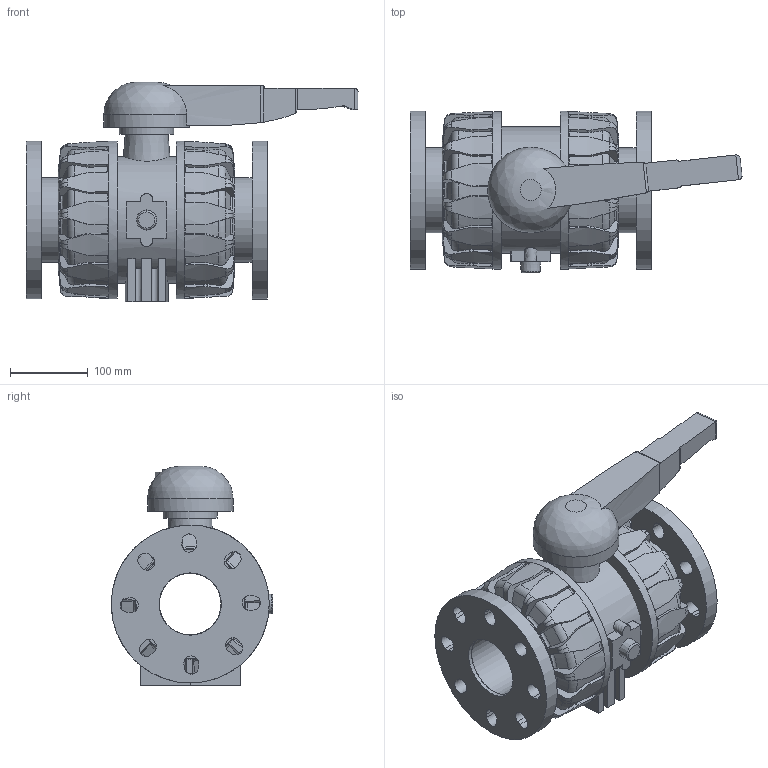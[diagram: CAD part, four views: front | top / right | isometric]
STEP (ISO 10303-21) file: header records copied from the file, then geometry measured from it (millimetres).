
FILE_DESCRIPTION(/* description */ (''),/* implementation_level */ '2;1');
FILE_NAME(/* name */ 'VKDOV090E.iam.stp',/* time_stamp */ '2013-10-01T10:38:11+02:00',/* author */ ('bfaro'),/* organization */ (''),/* preprocessor_version */ 'ST-DEVELOPER v15.2',/* originating_system */ 'Autodesk Inventor 2014',/* authorisation */ '');
FILE_SCHEMA (('AUTOMOTIVE_DESIGN { 1 0 10303 214 3 1 1 }'));
Length unit declared in the file: millimetre
Products named in the file (6): cassa VKD_090; NTVKD090V; ENDDV090; 1MNC090; Flangia Fissa D90 Socket ISO-ASA; VKDOV090E
Bounding box: 426.6 x 207.5 x 282 mm (x, y, z)
Volume: 6935673.5 mm3; surface area: 840181.2 mm2
Topology: 8 solids, 8 shells, 913 faces, 2612 edges, 1727 vertices
Faces by surface type: plane 337, cylinder 260, torus 181, cone 122, bspline 13
Full cylindrical faces by diameter (mm): 70 x1, 79 x2, 80 x2, 90 x5, 109 x2, 110 x1, 116.694 x2, 151 x2, 156.6 x2, 162.6 x1, 202.6 x2, 203 x2
Entity records: 20163 total; most frequent: CARTESIAN_POINT 7518, ORIENTED_EDGE 2772, DIRECTION 2483, EDGE_CURVE 1386, AXIS2_PLACEMENT_3D 1031, VERTEX_POINT 930, EDGE_LOOP 548, ADVANCED_FACE 495
